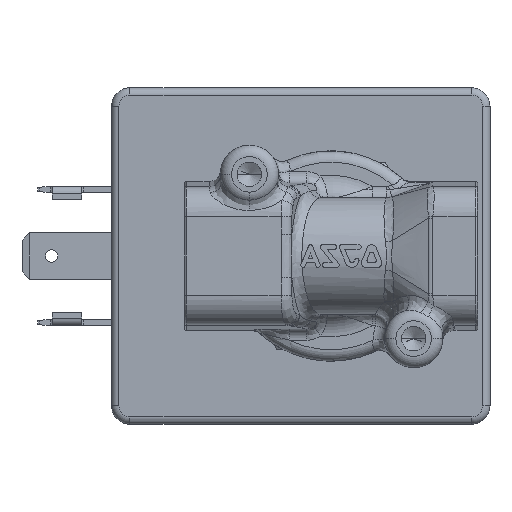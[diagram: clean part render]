
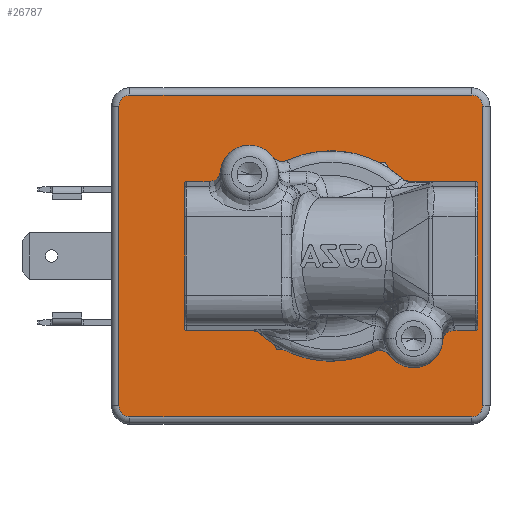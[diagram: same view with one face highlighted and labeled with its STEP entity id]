
A CAD part, front view. The second image highlights one B-rep face of the part: STEP entity #26787.
In plain terms, the highlighted planar face has unit normal (0, -1, 0).
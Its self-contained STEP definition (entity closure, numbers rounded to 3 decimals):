
#20916=CARTESIAN_POINT('',(-27.2,25.55,-20.25));
#20917=DIRECTION('',(0.,1.,0.));
#20918=DIRECTION('',(0.,0.,-1.));
#20919=AXIS2_PLACEMENT_3D('',#20916,#20917,#20918);
#20921=DIRECTION('',(0.,0.,1.));
#20922=VECTOR('',#20921,40.5);
#20923=CARTESIAN_POINT('',(-28.7,25.55,-20.25));
#20924=LINE('',#20923,#20922);
#20925=CARTESIAN_POINT('',(-27.2,25.55,20.25));
#20926=DIRECTION('',(0.,1.,0.));
#20927=DIRECTION('',(-1.,0.,0.));
#20928=AXIS2_PLACEMENT_3D('',#20925,#20926,#20927);
#20930=DIRECTION('',(1.,0.,0.));
#20931=VECTOR('',#20930,46.2);
#20932=CARTESIAN_POINT('',(-27.2,25.55,21.75));
#20933=LINE('',#20932,#20931);
#20934=CARTESIAN_POINT('',(19.,25.55,20.25));
#20935=DIRECTION('',(0.,1.,0.));
#20936=DIRECTION('',(0.,0.,1.));
#20937=AXIS2_PLACEMENT_3D('',#20934,#20935,#20936);
#20939=DIRECTION('',(0.,0.,-1.));
#20940=VECTOR('',#20939,40.5);
#20941=CARTESIAN_POINT('',(20.5,25.55,20.25));
#20942=LINE('',#20941,#20940);
#20943=CARTESIAN_POINT('',(19.,25.55,-20.25));
#20944=DIRECTION('',(0.,1.,0.));
#20945=DIRECTION('',(1.,0.,0.));
#20946=AXIS2_PLACEMENT_3D('',#20943,#20944,#20945);
#20948=DIRECTION('',(-1.,0.,0.));
#20949=VECTOR('',#20948,46.2);
#20950=CARTESIAN_POINT('',(19.,25.55,-21.75));
#20951=LINE('',#20950,#20949);
#20952=DIRECTION('',(0.938,0.,0.346));
#20953=VECTOR('',#20952,1.543);
#20954=CARTESIAN_POINT('',(10.456,25.55,3.281));
#20955=LINE('',#20954,#20953);
#20956=CARTESIAN_POINT('',(0.,25.55,0.));
#20957=DIRECTION('',(0.,-1.,0.));
#20958=DIRECTION('',(0.952,0.,0.305));
#20959=AXIS2_PLACEMENT_3D('',#20956,#20957,#20958);
#20961=DIRECTION('',(1.,0.,0.));
#20962=VECTOR('',#20961,1.679);
#20963=CARTESIAN_POINT('',(-12.135,25.55,3.));
#20964=LINE('',#20963,#20962);
#20965=DIRECTION('',(-1.,0.,0.));
#20966=VECTOR('',#20965,1.679);
#20967=CARTESIAN_POINT('',(-10.456,25.55,-3.));
#20968=LINE('',#20967,#20966);
#20969=CARTESIAN_POINT('',(0.,25.55,0.));
#20970=DIRECTION('',(0.,-1.,0.));
#20971=DIRECTION('',(-0.971,0.,-0.24));
#20972=AXIS2_PLACEMENT_3D('',#20969,#20970,#20971);
#20974=DIRECTION('',(-0.941,0.,0.338));
#20975=VECTOR('',#20974,1.553);
#20976=CARTESIAN_POINT('',(11.918,25.55,-3.771));
#20977=LINE('',#20976,#20975);
#22283=DIRECTION('',(0.,0.,1.));
#22284=VECTOR('',#22283,6.527);
#22285=CARTESIAN_POINT('',(10.456,25.55,-3.246));
#22286=LINE('',#22285,#22284);
#22406=DIRECTION('',(0.,0.,1.));
#22407=VECTOR('',#22406,6.);
#22408=CARTESIAN_POINT('',(-10.456,25.55,-3.));
#22409=LINE('',#22408,#22407);
#24770=CARTESIAN_POINT('',(-27.2,25.55,-21.75));
#24771=CARTESIAN_POINT('',(-28.7,25.55,-20.25));
#24772=VERTEX_POINT('',#24770);
#24773=VERTEX_POINT('',#24771);
#24776=CARTESIAN_POINT('',(-28.7,25.55,20.25));
#24777=VERTEX_POINT('',#24776);
#24780=CARTESIAN_POINT('',(-27.2,25.55,21.75));
#24781=VERTEX_POINT('',#24780);
#24784=CARTESIAN_POINT('',(19.,25.55,21.75));
#24785=VERTEX_POINT('',#24784);
#24788=CARTESIAN_POINT('',(20.5,25.55,20.25));
#24789=VERTEX_POINT('',#24788);
#24792=CARTESIAN_POINT('',(20.5,25.55,-20.25));
#24793=VERTEX_POINT('',#24792);
#24796=CARTESIAN_POINT('',(19.,25.55,-21.75));
#24797=VERTEX_POINT('',#24796);
#24884=CARTESIAN_POINT('',(-12.135,25.55,-3.));
#24885=CARTESIAN_POINT('',(11.918,25.55,-3.771));
#24886=VERTEX_POINT('',#24884);
#24887=VERTEX_POINT('',#24885);
#24888=CARTESIAN_POINT('',(11.903,25.55,3.815));
#24889=CARTESIAN_POINT('',(-12.135,25.55,3.));
#24890=VERTEX_POINT('',#24888);
#24891=VERTEX_POINT('',#24889);
#24908=CARTESIAN_POINT('',(10.456,25.55,-3.246));
#24909=CARTESIAN_POINT('',(10.456,25.55,3.281));
#24910=VERTEX_POINT('',#24908);
#24911=VERTEX_POINT('',#24909);
#24912=CARTESIAN_POINT('',(-10.456,25.55,-3.));
#24913=CARTESIAN_POINT('',(-10.456,25.55,3.));
#24914=VERTEX_POINT('',#24912);
#24915=VERTEX_POINT('',#24913);
#26753=CARTESIAN_POINT('',(0.,25.55,0.));
#26754=DIRECTION('',(0.,-1.,0.));
#26755=DIRECTION('',(1.,0.,0.));
#26756=AXIS2_PLACEMENT_3D('',#26753,#26754,#26755);
#26757=PLANE('',#26756);
#26758=ORIENTED_EDGE('',*,*,#26667,.T.);
#26760=ORIENTED_EDGE('',*,*,#26759,.T.);
#26761=ORIENTED_EDGE('',*,*,#26746,.T.);
#26762=ORIENTED_EDGE('',*,*,#26500,.T.);
#26763=ORIENTED_EDGE('',*,*,#26516,.T.);
#26764=ORIENTED_EDGE('',*,*,#26569,.T.);
#26765=ORIENTED_EDGE('',*,*,#26584,.T.);
#26766=ORIENTED_EDGE('',*,*,#26652,.T.);
#26767=EDGE_LOOP('',(#26758,#26760,#26761,#26762,#26763,#26764,#26765,#26766));
#26768=FACE_OUTER_BOUND('',#26767,.F.);
#26770=ORIENTED_EDGE('',*,*,#26769,.T.);
#26772=ORIENTED_EDGE('',*,*,#26771,.T.);
#26774=ORIENTED_EDGE('',*,*,#26773,.T.);
#26776=ORIENTED_EDGE('',*,*,#26775,.T.);
#26778=ORIENTED_EDGE('',*,*,#26777,.F.);
#26780=ORIENTED_EDGE('',*,*,#26779,.T.);
#26782=ORIENTED_EDGE('',*,*,#26781,.T.);
#26784=ORIENTED_EDGE('',*,*,#26783,.T.);
#26785=EDGE_LOOP('',(#26770,#26772,#26774,#26776,#26778,#26780,#26782,#26784));
#26786=FACE_BOUND('',#26785,.F.);
#20920=CIRCLE('',#20919,1.5);
#20929=CIRCLE('',#20928,1.5);
#20938=CIRCLE('',#20937,1.5);
#20947=CIRCLE('',#20946,1.5);
#20960=CIRCLE('',#20959,12.5);
#20973=CIRCLE('',#20972,12.5);
#26500=EDGE_CURVE('',#24781,#24785,#20933,.T.);
#26516=EDGE_CURVE('',#24785,#24789,#20938,.T.);
#26569=EDGE_CURVE('',#24789,#24793,#20942,.T.);
#26584=EDGE_CURVE('',#24793,#24797,#20947,.T.);
#26652=EDGE_CURVE('',#24797,#24772,#20951,.T.);
#26667=EDGE_CURVE('',#24772,#24773,#20920,.T.);
#26746=EDGE_CURVE('',#24777,#24781,#20929,.T.);
#26759=EDGE_CURVE('',#24773,#24777,#20924,.T.);
#26769=EDGE_CURVE('',#24910,#24911,#22286,.T.);
#26771=EDGE_CURVE('',#24911,#24890,#20955,.T.);
#26773=EDGE_CURVE('',#24890,#24891,#20960,.T.);
#26775=EDGE_CURVE('',#24891,#24915,#20964,.T.);
#26777=EDGE_CURVE('',#24914,#24915,#22409,.T.);
#26779=EDGE_CURVE('',#24914,#24886,#20968,.T.);
#26781=EDGE_CURVE('',#24886,#24887,#20973,.T.);
#26783=EDGE_CURVE('',#24887,#24910,#20977,.T.);
#26787=ADVANCED_FACE('',(#26768,#26786),#26757,.T.);
